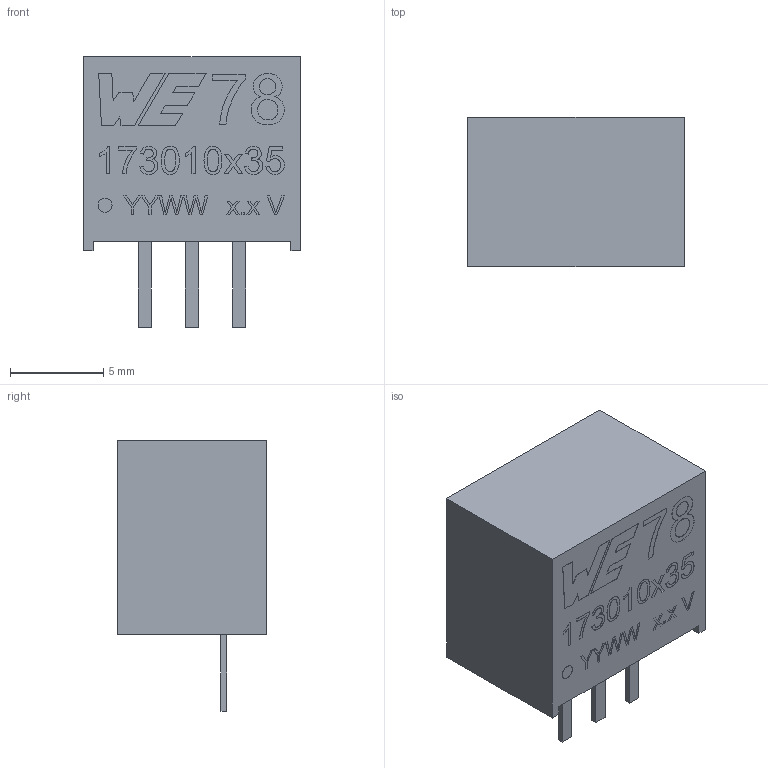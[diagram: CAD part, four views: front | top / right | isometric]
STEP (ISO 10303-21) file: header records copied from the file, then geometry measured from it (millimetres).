
FILE_DESCRIPTION(/* description */ ('Unknown'),/* implementation_level */ '2;1');
FILE_NAME(/* name */ '173010x35',/* time_stamp */ '2019-08-21T08:26:50+02:00',/* author */ ('Unknown'),/* organization */ ('Unknown'),/* preprocessor_version */ 'ST-DEVELOPER v16.7',/* originating_system */ 'DEX',/* authorisation */ $);
FILE_SCHEMA (('AUTOMOTIVE_DESIGN {1 0 10303 214 3 1 1}'));
Length unit declared in the file: millimetre
Products named in the file (1): 173010x35
Bounding box: 11.6 x 8 x 14.5 mm (x, y, z)
Volume: 925.4 mm3; surface area: 619.7 mm2
Topology: 1 solids, 1 shells, 227 faces, 588 edges, 392 vertices
Faces by surface type: plane 173, bspline 53, cylinder 1
Full cylindrical faces by diameter (mm): 0.75 x1
Entity records: 10029 total; most frequent: CARTESIAN_POINT 3626, ORIENTED_EDGE 1162, DIRECTION 633, EDGE_CURVE 581, VERTEX_POINT 392, B_SPLINE_CURVE_WITH_KNOTS 300, LINE 279, VECTOR 279
